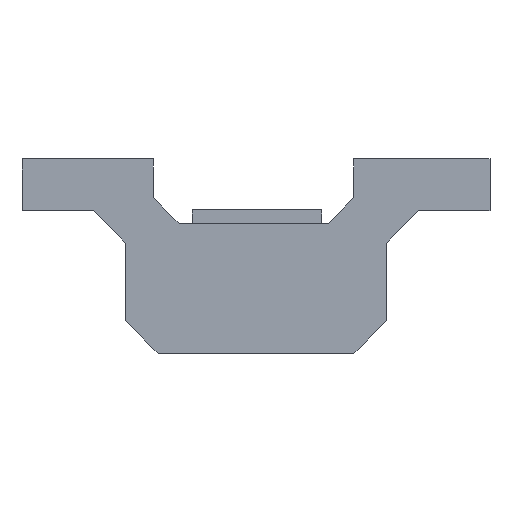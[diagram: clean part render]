
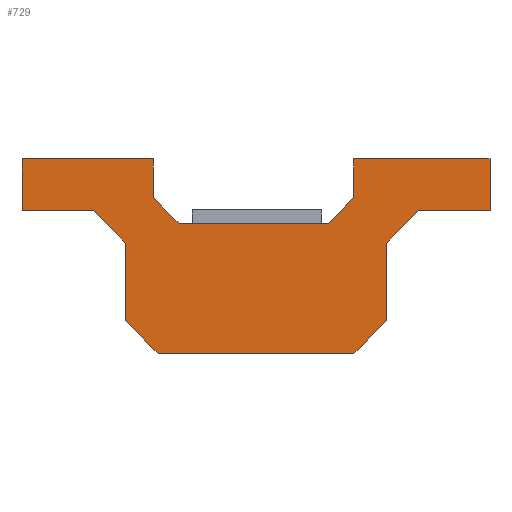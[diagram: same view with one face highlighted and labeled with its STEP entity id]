
A CAD part, left-side view. The second image highlights one B-rep face of the part: STEP entity #729.
In plain terms, the highlighted planar face has unit normal (-1, 0, 0).
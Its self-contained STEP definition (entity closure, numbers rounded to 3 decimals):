
#73=FACE_OUTER_BOUND('',#117,.T.);
#117=EDGE_LOOP('',(#600,#601,#602,#603,#604,#605,#606,#607,#608,#609,#610,
#611,#612,#613,#614,#615,#616,#617));
#134=LINE('',#1016,#219);
#136=LINE('',#1024,#221);
#141=LINE('',#1035,#226);
#166=LINE('',#1099,#251);
#170=LINE('',#1106,#255);
#174=LINE('',#1113,#259);
#176=LINE('',#1116,#261);
#177=LINE('',#1118,#262);
#179=LINE('',#1123,#264);
#182=LINE('',#1128,#267);
#183=LINE('',#1132,#268);
#186=LINE('',#1136,#271);
#187=LINE('',#1141,#272);
#190=LINE('',#1147,#275);
#193=LINE('',#1152,#278);
#196=LINE('',#1160,#281);
#197=LINE('',#1162,#282);
#198=LINE('',#1164,#283);
#219=VECTOR('',#817,10.);
#221=VECTOR('',#823,10.);
#226=VECTOR('',#832,10.);
#251=VECTOR('',#879,10.);
#255=VECTOR('',#885,10.);
#259=VECTOR('',#891,10.);
#261=VECTOR('',#895,10.);
#262=VECTOR('',#898,10.);
#264=VECTOR('',#902,10.);
#267=VECTOR('',#907,10.);
#268=VECTOR('',#910,10.);
#271=VECTOR('',#915,10.);
#272=VECTOR('',#920,10.);
#275=VECTOR('',#925,10.);
#278=VECTOR('',#930,10.);
#281=VECTOR('',#941,10.);
#282=VECTOR('',#944,10.);
#283=VECTOR('',#947,10.);
#301=VERTEX_POINT('',#1009);
#304=VERTEX_POINT('',#1014);
#306=VERTEX_POINT('',#1020);
#308=VERTEX_POINT('',#1023);
#312=VERTEX_POINT('',#1033);
#339=VERTEX_POINT('',#1097);
#340=VERTEX_POINT('',#1098);
#342=VERTEX_POINT('',#1105);
#344=VERTEX_POINT('',#1112);
#345=VERTEX_POINT('',#1120);
#346=VERTEX_POINT('',#1122);
#347=VERTEX_POINT('',#1126);
#348=VERTEX_POINT('',#1130);
#349=VERTEX_POINT('',#1131);
#351=VERTEX_POINT('',#1140);
#352=VERTEX_POINT('',#1144);
#353=VERTEX_POINT('',#1146);
#354=VERTEX_POINT('',#1150);
#371=EDGE_CURVE('',#301,#304,#134,.T.);
#374=EDGE_CURVE('',#308,#306,#136,.T.);
#380=EDGE_CURVE('',#312,#304,#141,.T.);
#411=EDGE_CURVE('',#339,#340,#166,.T.);
#415=EDGE_CURVE('',#342,#340,#170,.T.);
#419=EDGE_CURVE('',#342,#344,#174,.T.);
#421=EDGE_CURVE('',#306,#344,#176,.T.);
#422=EDGE_CURVE('',#339,#301,#177,.T.);
#424=EDGE_CURVE('',#345,#346,#179,.T.);
#427=EDGE_CURVE('',#347,#345,#182,.T.);
#428=EDGE_CURVE('',#348,#349,#183,.T.);
#431=EDGE_CURVE('',#349,#312,#186,.T.);
#433=EDGE_CURVE('',#351,#347,#187,.T.);
#436=EDGE_CURVE('',#352,#353,#190,.T.);
#439=EDGE_CURVE('',#352,#354,#193,.T.);
#443=EDGE_CURVE('',#353,#351,#196,.T.);
#444=EDGE_CURVE('',#308,#354,#197,.T.);
#445=EDGE_CURVE('',#348,#346,#198,.T.);
#600=ORIENTED_EDGE('',*,*,#371,.T.);
#601=ORIENTED_EDGE('',*,*,#380,.F.);
#602=ORIENTED_EDGE('',*,*,#431,.F.);
#603=ORIENTED_EDGE('',*,*,#428,.F.);
#604=ORIENTED_EDGE('',*,*,#445,.T.);
#605=ORIENTED_EDGE('',*,*,#424,.F.);
#606=ORIENTED_EDGE('',*,*,#427,.F.);
#607=ORIENTED_EDGE('',*,*,#433,.F.);
#608=ORIENTED_EDGE('',*,*,#443,.F.);
#609=ORIENTED_EDGE('',*,*,#436,.F.);
#610=ORIENTED_EDGE('',*,*,#439,.T.);
#611=ORIENTED_EDGE('',*,*,#444,.F.);
#612=ORIENTED_EDGE('',*,*,#374,.T.);
#613=ORIENTED_EDGE('',*,*,#421,.T.);
#614=ORIENTED_EDGE('',*,*,#419,.F.);
#615=ORIENTED_EDGE('',*,*,#415,.T.);
#616=ORIENTED_EDGE('',*,*,#411,.F.);
#617=ORIENTED_EDGE('',*,*,#422,.T.);
#694=PLANE('',#794);
#729=ADVANCED_FACE('',(#73),#694,.T.);
#794=AXIS2_PLACEMENT_3D('',#1173,#959,#960);
#817=DIRECTION('',(0.,1.,0.));
#823=DIRECTION('',(0.,1.,0.));
#832=DIRECTION('',(0.,0.,1.));
#879=DIRECTION('',(0.,-0.707,-0.707));
#885=DIRECTION('',(0.,1.,0.));
#891=DIRECTION('',(0.,-0.707,0.707));
#895=DIRECTION('',(0.,0.,-1.));
#898=DIRECTION('',(0.,0.,1.));
#902=DIRECTION('',(0.,0.707,0.707));
#907=DIRECTION('',(0.,1.,0.));
#910=DIRECTION('',(0.,0.707,0.707));
#915=DIRECTION('',(0.,1.,0.));
#920=DIRECTION('',(0.,0.707,-0.707));
#925=DIRECTION('',(0.,0.707,-0.707));
#930=DIRECTION('',(0.,-1.,0.));
#941=DIRECTION('',(0.,0.,-1.));
#944=DIRECTION('',(0.,0.,-1.));
#947=DIRECTION('',(0.,0.,-1.));
#959=DIRECTION('center_axis',(-1.,0.,0.));
#960=DIRECTION('ref_axis',(0.,1.,0.));
#1009=CARTESIAN_POINT('',(-48.,159.,-10.));
#1014=CARTESIAN_POINT('',(-48.,179.249,-10.));
#1016=CARTESIAN_POINT('',(-48.,115.25,-10.));
#1020=CARTESIAN_POINT('',(-48.,128.,-10.));
#1023=CARTESIAN_POINT('',(-48.,107.,-10.));
#1024=CARTESIAN_POINT('',(-48.,115.25,-10.));
#1033=CARTESIAN_POINT('',(-48.,179.249,-18.));
#1035=CARTESIAN_POINT('',(-48.,179.249,-13.));
#1097=CARTESIAN_POINT('',(-48.,159.,-16.));
#1098=CARTESIAN_POINT('',(-48.,155.,-20.));
#1099=CARTESIAN_POINT('',(-48.,149.75,-25.25));
#1105=CARTESIAN_POINT('',(-48.,132.,-20.));
#1106=CARTESIAN_POINT('',(-48.,125.5,-20.));
#1112=CARTESIAN_POINT('',(-48.,128.,-16.));
#1113=CARTESIAN_POINT('',(-48.,127.,-15.));
#1116=CARTESIAN_POINT('',(-48.,128.,-11.5));
#1118=CARTESIAN_POINT('',(-48.,159.,-16.5));
#1120=CARTESIAN_POINT('',(-48.,158.249,-40.));
#1122=CARTESIAN_POINT('',(-48.,163.249,-35.));
#1123=CARTESIAN_POINT('',(-48.,157.436,-40.812));
#1126=CARTESIAN_POINT('',(-48.,128.,-40.));
#1128=CARTESIAN_POINT('',(-48.,163.249,-40.));
#1130=CARTESIAN_POINT('',(-48.,163.249,-23.));
#1131=CARTESIAN_POINT('',(-48.,168.249,-18.));
#1132=CARTESIAN_POINT('',(-48.,156.936,-29.312));
#1136=CARTESIAN_POINT('',(-48.,163.249,-18.));
#1140=CARTESIAN_POINT('',(-48.,123.,-35.));
#1141=CARTESIAN_POINT('',(-48.,118.75,-30.75));
#1144=CARTESIAN_POINT('',(-48.,118.,-18.));
#1146=CARTESIAN_POINT('',(-48.,123.,-23.));
#1147=CARTESIAN_POINT('',(-48.,119.25,-19.25));
#1150=CARTESIAN_POINT('',(-48.,107.,-18.));
#1152=CARTESIAN_POINT('',(-48.,123.,-18.));
#1160=CARTESIAN_POINT('',(-48.,123.,-13.));
#1162=CARTESIAN_POINT('',(-48.,107.,-13.));
#1164=CARTESIAN_POINT('',(-48.,163.249,-13.));
#1173=CARTESIAN_POINT('Origin',(-48.,123.,-13.));
